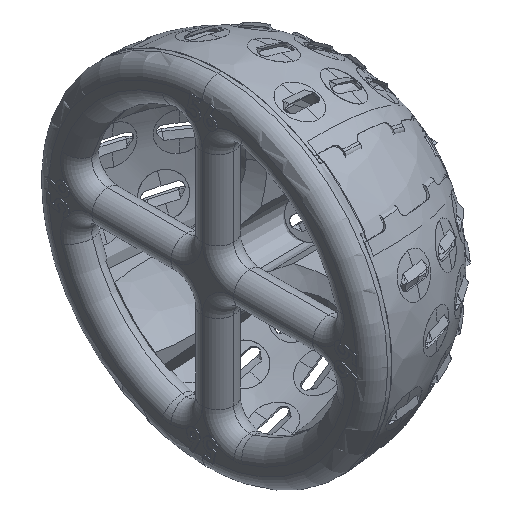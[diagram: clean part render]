
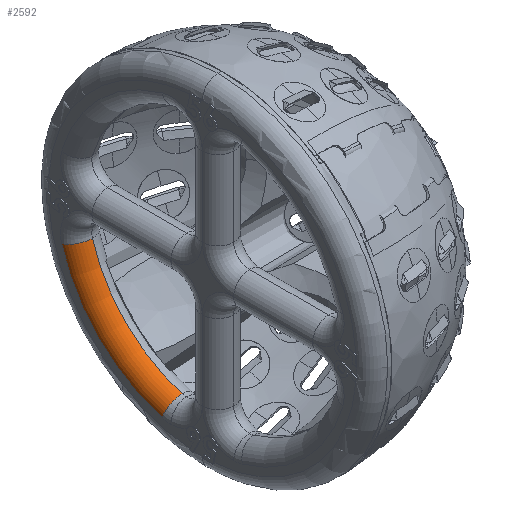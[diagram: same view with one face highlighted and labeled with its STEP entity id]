
A CAD part, isometric view. The second image highlights one B-rep face of the part: STEP entity #2592.
In plain terms, the highlighted toroidal (fillet/blend) face has major radius 23.622 mm and minor radius 2.54 mm.
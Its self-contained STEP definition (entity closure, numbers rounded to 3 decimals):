
#1490 = CIRCLE ( 'NONE', #35685, 21.082 ) ;
#1524 = CARTESIAN_POINT ( 'NONE',  ( 22.718, 6.472, 0. ) ) ;
#2493 = CARTESIAN_POINT ( 'NONE',  ( 6.472, 22.718, 2.54 ) ) ;
#2592 = ADVANCED_FACE ( 'NONE', ( #32517 ), #35282, .T. ) ;
#3145 = DIRECTION ( 'NONE',  ( 0.274, -0.962, 0. ) ) ;
#3622 = CARTESIAN_POINT ( 'NONE',  ( 6.472, 22.718, 0. ) ) ;
#3832 = CARTESIAN_POINT ( 'NONE',  ( 0., 0., 2.54 ) ) ;
#4071 = EDGE_CURVE ( 'NONE', #12268, #5039, #31772, .T. ) ;
#5039 = VERTEX_POINT ( 'NONE', #1524 ) ;
#6024 = CARTESIAN_POINT ( 'NONE',  ( 20.275, 5.776, 2.54 ) ) ;
#6360 = ORIENTED_EDGE ( 'NONE', *, *, #20683, .T. ) ;
#6638 = CARTESIAN_POINT ( 'NONE',  ( 5.776, 20.275, 2.54 ) ) ;
#7085 = DIRECTION ( 'NONE',  ( 1., 0., 0. ) ) ;
#8122 = CARTESIAN_POINT ( 'NONE',  ( 0., 0., 2.54 ) ) ;
#8129 = CIRCLE ( 'NONE', #34520, 2.54 ) ;
#10904 = DIRECTION ( 'NONE',  ( 1., 0., 0. ) ) ;
#11957 = VERTEX_POINT ( 'NONE', #3622 ) ;
#12268 = VERTEX_POINT ( 'NONE', #6024 ) ;
#13118 = EDGE_CURVE ( 'NONE', #12268, #28861, #1490, .T. ) ;
#14392 = AXIS2_PLACEMENT_3D ( 'NONE', #18503, #3145, #33625 ) ;
#14428 = DIRECTION ( 'NONE',  ( 0.274, 0.962, 0. ) ) ;
#14582 = EDGE_LOOP ( 'NONE', ( #6360, #33224, #25140, #22807 ) ) ;
#17405 = DIRECTION ( 'NONE',  ( 0., 0., 1. ) ) ;
#17667 = AXIS2_PLACEMENT_3D ( 'NONE', #19951, #23357, #10904 ) ;
#18503 = CARTESIAN_POINT ( 'NONE',  ( 22.718, 6.472, 2.54 ) ) ;
#19951 = CARTESIAN_POINT ( 'NONE',  ( 0., 0., 0. ) ) ;
#20683 = EDGE_CURVE ( 'NONE', #28861, #11957, #8129, .T. ) ;
#22807 = ORIENTED_EDGE ( 'NONE', *, *, #13118, .T. ) ;
#23357 = DIRECTION ( 'NONE',  ( 0., 0., 1. ) ) ;
#25140 = ORIENTED_EDGE ( 'NONE', *, *, #4071, .F. ) ;
#26714 = DIRECTION ( 'NONE',  ( 0.962, -0.274, 0. ) ) ;
#28861 = VERTEX_POINT ( 'NONE', #6638 ) ;
#29704 = DIRECTION ( 'NONE',  ( 1., 0., 0. ) ) ;
#31772 = CIRCLE ( 'NONE', #14392, 2.54 ) ;
#32517 = FACE_OUTER_BOUND ( 'NONE', #14582, .T. ) ;
#33224 = ORIENTED_EDGE ( 'NONE', *, *, #34330, .F. ) ;
#33625 = DIRECTION ( 'NONE',  ( 0.962, 0.274, 0. ) ) ;
#34007 = AXIS2_PLACEMENT_3D ( 'NONE', #8122, #17405, #29704 ) ;
#34330 = EDGE_CURVE ( 'NONE', #5039, #11957, #35724, .T. ) ;
#34507 = DIRECTION ( 'NONE',  ( 0., 0., 1. ) ) ;
#34520 = AXIS2_PLACEMENT_3D ( 'NONE', #2493, #26714, #14428 ) ;
#35282 = TOROIDAL_SURFACE ( 'NONE', #34007, 23.622, 2.54 ) ;
#35685 = AXIS2_PLACEMENT_3D ( 'NONE', #3832, #34507, #7085 ) ;
#35724 = CIRCLE ( 'NONE', #17667, 23.622 ) ;
